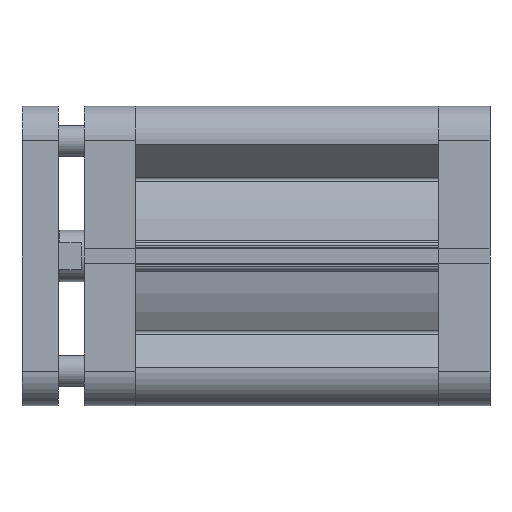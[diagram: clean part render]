
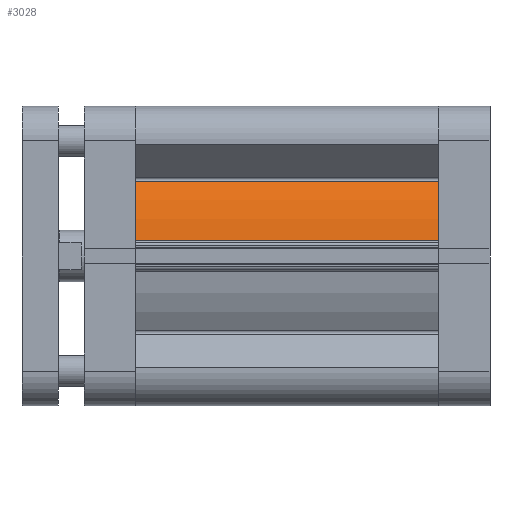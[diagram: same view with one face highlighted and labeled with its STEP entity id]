
A CAD part, front view. The second image highlights one B-rep face of the part: STEP entity #3028.
In plain terms, the highlighted cylindrical face has radius 53.5 mm (diameter 107 mm), a partial arc.
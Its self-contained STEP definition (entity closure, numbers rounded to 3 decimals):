
#781 = ORIENTED_EDGE ( 'NONE', *, *, #3932, .T. ) ;
#782 = ORIENTED_EDGE ( 'NONE', *, *, #3921, .F. ) ;
#784 = ORIENTED_EDGE ( 'NONE', *, *, #3930, .T. ) ;
#786 = ORIENTED_EDGE ( 'NONE', *, *, #3931, .T. ) ;
#1472 = VERTEX_POINT ( 'NONE', #2113 ) ;
#1473 = VERTEX_POINT ( 'NONE', #2114 ) ;
#1474 = VERTEX_POINT ( 'NONE', #2115 ) ;
#1475 = VERTEX_POINT ( 'NONE', #2116 ) ;
#2113 = CARTESIAN_POINT ( 'NONE',  ( 6.135, -53.147, 0. ) ) ;
#2114 = CARTESIAN_POINT ( 'NONE',  ( 28.996, -44.961, 0. ) ) ;
#2115 = CARTESIAN_POINT ( 'NONE',  ( 28.996, -44.961, 117.5 ) ) ;
#2116 = CARTESIAN_POINT ( 'NONE',  ( 6.135, -53.147, 117.5 ) ) ;
#2775 = EDGE_LOOP ( 'NONE', ( #786, #784, #782, #781 ) ) ;
#3028 = ADVANCED_FACE ( 'NONE', ( #11436 ), #11439, .T. ) ;
#3921 = EDGE_CURVE ( 'NONE', #1475, #1474, #9984, .T. ) ;
#3930 = EDGE_CURVE ( 'NONE', #1473, #1474, #9995, .T. ) ;
#3931 = EDGE_CURVE ( 'NONE', #1472, #1473, #10000, .T. ) ;
#3932 = EDGE_CURVE ( 'NONE', #1475, #1472, #9992, .T. ) ;
#4895 = DIRECTION ( 'NONE',  ( -1., 0., 0. ) ) ;
#4896 = DIRECTION ( 'NONE',  ( 0., 0., -1. ) ) ;
#4897 = CARTESIAN_POINT ( 'NONE',  ( 0., 0., 117.5 ) ) ;
#5638 = AXIS2_PLACEMENT_3D ( 'NONE', #4897, #4896, #4895 ) ;
#6067 = AXIS2_PLACEMENT_3D ( 'NONE', #9050, #9059, #9060 ) ;
#6068 = AXIS2_PLACEMENT_3D ( 'NONE', #9084, #9086, #9087 ) ;
#9050 = CARTESIAN_POINT ( 'NONE',  ( 0., 0., 117.5 ) ) ;
#9059 = DIRECTION ( 'NONE',  ( 0., 0., 1. ) ) ;
#9060 = DIRECTION ( 'NONE',  ( 1., 0., 0. ) ) ;
#9075 = CARTESIAN_POINT ( 'NONE',  ( 28.996, -44.961, 117.5 ) ) ;
#9083 = DIRECTION ( 'NONE',  ( 0., 0., 1. ) ) ;
#9084 = CARTESIAN_POINT ( 'NONE',  ( 0., 0., 0. ) ) ;
#9086 = DIRECTION ( 'NONE',  ( 0., 0., 1. ) ) ;
#9087 = DIRECTION ( 'NONE',  ( 1., 0., 0. ) ) ;
#9088 = CARTESIAN_POINT ( 'NONE',  ( 6.135, -53.147, 117.5 ) ) ;
#9089 = DIRECTION ( 'NONE',  ( 0., 0., -1. ) ) ;
#9984 = CIRCLE ( 'NONE', #6067, 53.5 ) ;
#9987 = VECTOR ( 'NONE', #9083, 1000. ) ;
#9992 = LINE ( 'NONE', #9088, #9994 ) ;
#9994 = VECTOR ( 'NONE', #9089, 1000. ) ;
#9995 = LINE ( 'NONE', #9075, #9987 ) ;
#10000 = CIRCLE ( 'NONE', #6068, 53.5 ) ;
#11436 = FACE_OUTER_BOUND ( 'NONE', #2775, .T. ) ;
#11439 = CYLINDRICAL_SURFACE ( 'NONE', #5638, 53.5 ) ;
